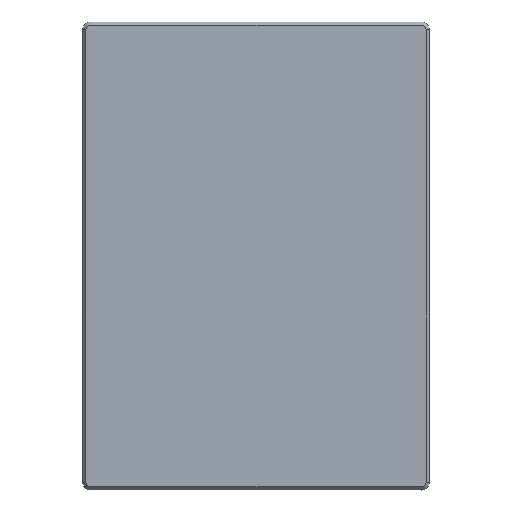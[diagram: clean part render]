
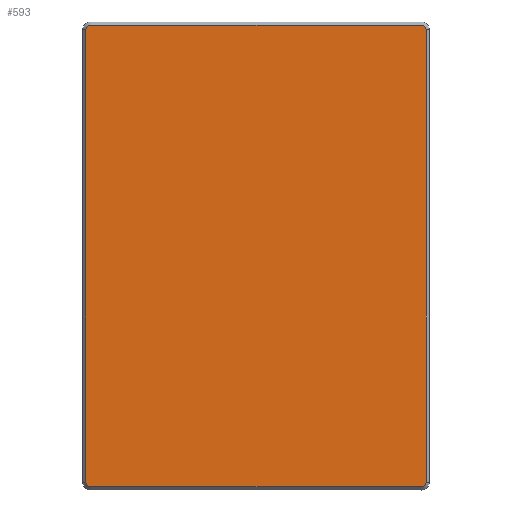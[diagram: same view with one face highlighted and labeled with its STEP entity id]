
A CAD part, top view. The second image highlights one B-rep face of the part: STEP entity #593.
In plain terms, the highlighted planar face has unit normal (0, 0, 1).
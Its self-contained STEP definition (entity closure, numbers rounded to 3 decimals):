
#63 = CIRCLE ( 'NONE', #653, 1.2 ) ;
#71 = DIRECTION ( 'NONE',  ( -1., 0., 0. ) ) ;
#92 = DIRECTION ( 'NONE',  ( 0., 0., -1. ) ) ;
#123 = VERTEX_POINT ( 'NONE', #839 ) ;
#154 = EDGE_CURVE ( 'NONE', #701, #1298, #1190, .T. ) ;
#160 = DIRECTION ( 'NONE',  ( 0., 0., -1. ) ) ;
#170 = CARTESIAN_POINT ( 'NONE',  ( 1.1, 58.617, 176.158 ) ) ;
#180 = DIRECTION ( 'NONE',  ( 0., 0., -1. ) ) ;
#208 = CARTESIAN_POINT ( 'NONE',  ( -41.989, -58.617, 176.158 ) ) ;
#223 = CARTESIAN_POINT ( 'NONE',  ( -43.189, 57.417, 176.158 ) ) ;
#247 = CIRCLE ( 'NONE', #1084, 1.2 ) ;
#255 = DIRECTION ( 'NONE',  ( -1., 0., 0. ) ) ;
#287 = DIRECTION ( 'NONE',  ( 0., -1., 0. ) ) ;
#293 = CARTESIAN_POINT ( 'NONE',  ( 43.189, -0.629, 176.158 ) ) ;
#313 = ORIENTED_EDGE ( 'NONE', *, *, #826, .F. ) ;
#321 = EDGE_CURVE ( 'NONE', #1007, #658, #932, .T. ) ;
#328 = CARTESIAN_POINT ( 'NONE',  ( -43.189, -57.417, 176.158 ) ) ;
#388 = EDGE_CURVE ( 'NONE', #123, #1155, #532, .T. ) ;
#428 = EDGE_CURVE ( 'NONE', #1298, #630, #1077, .T. ) ;
#489 = AXIS2_PLACEMENT_3D ( 'NONE', #1365, #514, #609 ) ;
#498 = LINE ( 'NONE', #170, #1030 ) ;
#514 = DIRECTION ( 'NONE',  ( 0., 0., -1. ) ) ;
#517 = VECTOR ( 'NONE', #598, 1000. ) ;
#521 = EDGE_CURVE ( 'NONE', #630, #1107, #498, .T. ) ;
#532 = LINE ( 'NONE', #293, #1198 ) ;
#574 = EDGE_CURVE ( 'NONE', #658, #701, #63, .T. ) ;
#576 = CARTESIAN_POINT ( 'NONE',  ( 41.989, 58.617, 176.158 ) ) ;
#581 = ORIENTED_EDGE ( 'NONE', *, *, #1019, .F. ) ;
#584 = DIRECTION ( 'NONE',  ( 0., 0., -1. ) ) ;
#585 = CARTESIAN_POINT ( 'NONE',  ( 41.989, 57.417, 176.158 ) ) ;
#593 = ADVANCED_FACE ( 'NONE', ( #1121 ), #808, .F. ) ;
#598 = DIRECTION ( 'NONE',  ( 0., 1., 0. ) ) ;
#599 = DIRECTION ( 'NONE',  ( -1., 0., 0. ) ) ;
#609 = DIRECTION ( 'NONE',  ( -1., 0., 0. ) ) ;
#630 = VERTEX_POINT ( 'NONE', #640 ) ;
#631 = ORIENTED_EDGE ( 'NONE', *, *, #154, .F. ) ;
#640 = CARTESIAN_POINT ( 'NONE',  ( -41.989, 58.617, 176.158 ) ) ;
#653 = AXIS2_PLACEMENT_3D ( 'NONE', #1126, #92, #71 ) ;
#658 = VERTEX_POINT ( 'NONE', #208 ) ;
#668 = CIRCLE ( 'NONE', #978, 1.2 ) ;
#701 = VERTEX_POINT ( 'NONE', #328 ) ;
#702 = DIRECTION ( 'NONE',  ( -1., 0., 0. ) ) ;
#710 = DIRECTION ( 'NONE',  ( -1., 0., 0. ) ) ;
#784 = ORIENTED_EDGE ( 'NONE', *, *, #521, .F. ) ;
#808 = PLANE ( 'NONE',  #825 ) ;
#825 = AXIS2_PLACEMENT_3D ( 'NONE', #1228, #180, #599 ) ;
#826 = EDGE_CURVE ( 'NONE', #1107, #123, #668, .T. ) ;
#839 = CARTESIAN_POINT ( 'NONE',  ( 43.189, 57.417, 176.158 ) ) ;
#889 = CARTESIAN_POINT ( 'NONE',  ( 41.989, -57.417, 176.158 ) ) ;
#894 = ORIENTED_EDGE ( 'NONE', *, *, #388, .F. ) ;
#932 = LINE ( 'NONE', #1130, #1238 ) ;
#978 = AXIS2_PLACEMENT_3D ( 'NONE', #585, #160, #255 ) ;
#984 = EDGE_LOOP ( 'NONE', ( #784, #1296, #631, #1102, #987, #581, #894, #313 ) ) ;
#987 = ORIENTED_EDGE ( 'NONE', *, *, #321, .F. ) ;
#996 = CARTESIAN_POINT ( 'NONE',  ( 41.989, -58.617, 176.158 ) ) ;
#1007 = VERTEX_POINT ( 'NONE', #996 ) ;
#1019 = EDGE_CURVE ( 'NONE', #1155, #1007, #247, .T. ) ;
#1030 = VECTOR ( 'NONE', #1325, 1000. ) ;
#1077 = CIRCLE ( 'NONE', #489, 1.2 ) ;
#1084 = AXIS2_PLACEMENT_3D ( 'NONE', #889, #584, #702 ) ;
#1102 = ORIENTED_EDGE ( 'NONE', *, *, #574, .F. ) ;
#1107 = VERTEX_POINT ( 'NONE', #576 ) ;
#1121 = FACE_OUTER_BOUND ( 'NONE', #984, .T. ) ;
#1124 = CARTESIAN_POINT ( 'NONE',  ( -43.189, -0.629, 176.158 ) ) ;
#1126 = CARTESIAN_POINT ( 'NONE',  ( -41.989, -57.417, 176.158 ) ) ;
#1130 = CARTESIAN_POINT ( 'NONE',  ( 1.1, -58.617, 176.158 ) ) ;
#1155 = VERTEX_POINT ( 'NONE', #1230 ) ;
#1190 = LINE ( 'NONE', #1124, #517 ) ;
#1198 = VECTOR ( 'NONE', #287, 1000. ) ;
#1228 = CARTESIAN_POINT ( 'NONE',  ( 1.1, -0.629, 176.158 ) ) ;
#1230 = CARTESIAN_POINT ( 'NONE',  ( 43.189, -57.417, 176.158 ) ) ;
#1238 = VECTOR ( 'NONE', #710, 1000. ) ;
#1296 = ORIENTED_EDGE ( 'NONE', *, *, #428, .F. ) ;
#1298 = VERTEX_POINT ( 'NONE', #223 ) ;
#1325 = DIRECTION ( 'NONE',  ( 1., 0., 0. ) ) ;
#1365 = CARTESIAN_POINT ( 'NONE',  ( -41.989, 57.417, 176.158 ) ) ;
